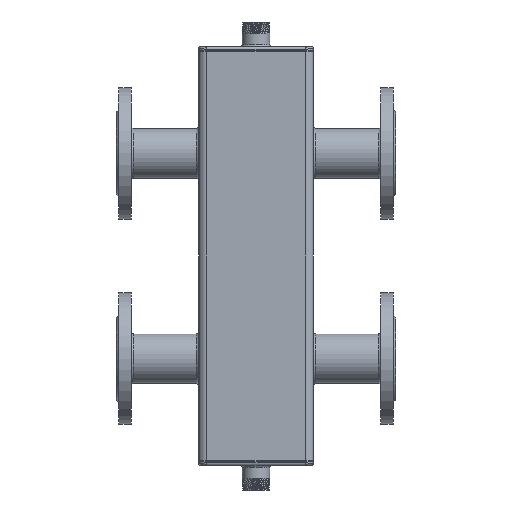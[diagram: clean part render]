
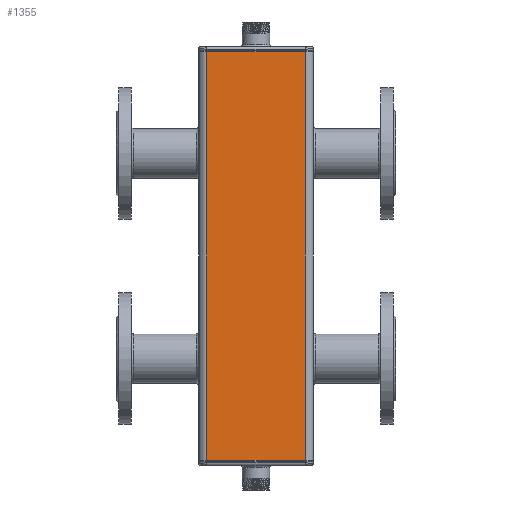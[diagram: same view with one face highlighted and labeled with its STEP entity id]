
A CAD part, left-side view. The second image highlights one B-rep face of the part: STEP entity #1355.
In plain terms, the highlighted face is planar.
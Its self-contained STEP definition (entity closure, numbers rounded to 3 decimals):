
#1355=ADVANCED_FACE('',(#4835),#4837,.T.);
#4835=FACE_BOUND('',#4836,.T.);
#4836=EDGE_LOOP('',(#11076,#11077,#11078,#11079));
#4837=PLANE('',#4838);
#4838=AXIS2_PLACEMENT_3D('',#4839,#4840,#4841);
#4839=CARTESIAN_POINT('',(-60.,-70.,0.));
#4840=DIRECTION('',(0.,-1.,0.));
#4841=DIRECTION('',(1.,0.,0.));
#11076=ORIENTED_EDGE('',*,*,#12685,.T.);
#11077=ORIENTED_EDGE('',*,*,#12705,.T.);
#11078=ORIENTED_EDGE('',*,*,#12694,.F.);
#11079=ORIENTED_EDGE('',*,*,#12706,.F.);
#12685=EDGE_CURVE('',#13544,#13551,#13553,.T.);
#12694=EDGE_CURVE('',#13567,#13568,#13569,.T.);
#12705=EDGE_CURVE('',#13551,#13568,#13585,.T.);
#12706=EDGE_CURVE('',#13544,#13567,#13586,.T.);
#13544=VERTEX_POINT('',#15152);
#13551=VERTEX_POINT('',#15170);
#13553=LINE('',#15175,#15176);
#13567=VERTEX_POINT('',#15212);
#13568=VERTEX_POINT('',#15213);
#13569=LINE('',#15214,#15215);
#13585=LINE('',#15259,#15260);
#13586=LINE('',#15262,#15263);
#15152=CARTESIAN_POINT('',(-60.,-70.,0.));
#15170=CARTESIAN_POINT('',(60.,-70.,0.));
#15175=CARTESIAN_POINT('',(-60.,-70.,0.));
#15176=VECTOR('',#15177,1.);
#15177=DIRECTION('',(1.,0.,0.));
#15212=CARTESIAN_POINT('',(-60.,-70.,498.));
#15213=CARTESIAN_POINT('',(60.,-70.,498.));
#15214=CARTESIAN_POINT('',(-60.,-70.,498.));
#15215=VECTOR('',#15216,1.);
#15216=DIRECTION('',(1.,0.,0.));
#15259=CARTESIAN_POINT('',(60.,-70.,0.));
#15260=VECTOR('',#15261,1.);
#15261=DIRECTION('',(0.,0.,1.));
#15262=CARTESIAN_POINT('',(-60.,-70.,0.));
#15263=VECTOR('',#15264,1.);
#15264=DIRECTION('',(0.,0.,1.));
